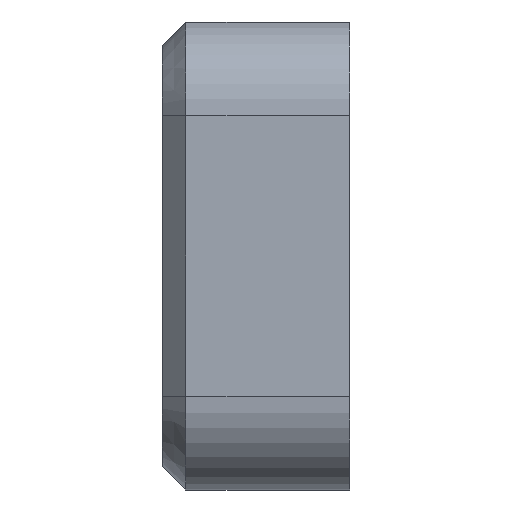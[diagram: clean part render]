
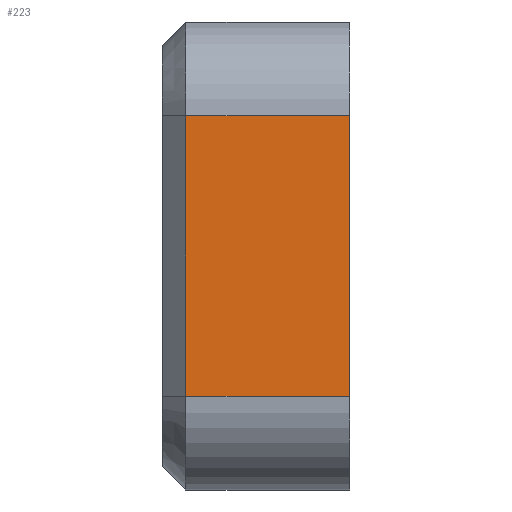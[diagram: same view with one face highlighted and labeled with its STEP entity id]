
A CAD part, left-side view. The second image highlights one B-rep face of the part: STEP entity #223.
In plain terms, the highlighted planar face has unit normal (-1, 0, 0).
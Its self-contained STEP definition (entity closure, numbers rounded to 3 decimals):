
#15 = VERTEX_POINT ( 'NONE', #566 ) ;
#38 = EDGE_CURVE ( 'NONE', #787, #595, #929, .T. ) ;
#41 = ORIENTED_EDGE ( 'NONE', *, *, #828, .T. ) ;
#48 = DIRECTION ( 'NONE',  ( 0., -1., 0. ) ) ;
#50 = AXIS2_PLACEMENT_3D ( 'NONE', #384, #88, #299 ) ;
#75 = LINE ( 'NONE', #155, #834 ) ;
#88 = DIRECTION ( 'NONE',  ( 1., 0., 0. ) ) ;
#110 = CARTESIAN_POINT ( 'NONE',  ( -37.5, 3.5, 3. ) ) ;
#138 = EDGE_CURVE ( 'NONE', #15, #854, #621, .T. ) ;
#151 = EDGE_LOOP ( 'NONE', ( #251, #41, #482, #599 ) ) ;
#155 = CARTESIAN_POINT ( 'NONE',  ( -37.5, 0., -5. ) ) ;
#170 = VECTOR ( 'NONE', #922, 1000. ) ;
#179 = CARTESIAN_POINT ( 'NONE',  ( -37.5, 3.5, -3. ) ) ;
#223 = ADVANCED_FACE ( 'NONE', ( #309 ), #676, .F. ) ;
#251 = ORIENTED_EDGE ( 'NONE', *, *, #138, .T. ) ;
#258 = DIRECTION ( 'NONE',  ( 0., 1., 0. ) ) ;
#279 = VECTOR ( 'NONE', #258, 1000. ) ;
#298 = DIRECTION ( 'NONE',  ( 0., 0., 1. ) ) ;
#299 = DIRECTION ( 'NONE',  ( 0., 0., -1. ) ) ;
#309 = FACE_OUTER_BOUND ( 'NONE', #151, .T. ) ;
#384 = CARTESIAN_POINT ( 'NONE',  ( -37.5, 4., -5. ) ) ;
#482 = ORIENTED_EDGE ( 'NONE', *, *, #38, .T. ) ;
#566 = CARTESIAN_POINT ( 'NONE',  ( -37.5, 0., 3. ) ) ;
#585 = CARTESIAN_POINT ( 'NONE',  ( -37.5, 0., -3. ) ) ;
#592 = EDGE_CURVE ( 'NONE', #595, #15, #75, .T. ) ;
#595 = VERTEX_POINT ( 'NONE', #585 ) ;
#599 = ORIENTED_EDGE ( 'NONE', *, *, #592, .T. ) ;
#614 = CARTESIAN_POINT ( 'NONE',  ( -37.5, 3.5, -3. ) ) ;
#621 = LINE ( 'NONE', #913, #279 ) ;
#676 = PLANE ( 'NONE',  #50 ) ;
#696 = LINE ( 'NONE', #179, #170 ) ;
#787 = VERTEX_POINT ( 'NONE', #614 ) ;
#828 = EDGE_CURVE ( 'NONE', #854, #787, #696, .T. ) ;
#834 = VECTOR ( 'NONE', #298, 1000. ) ;
#841 = CARTESIAN_POINT ( 'NONE',  ( -37.5, 4., -3. ) ) ;
#854 = VERTEX_POINT ( 'NONE', #110 ) ;
#880 = VECTOR ( 'NONE', #48, 1000. ) ;
#913 = CARTESIAN_POINT ( 'NONE',  ( -37.5, 4., 3. ) ) ;
#922 = DIRECTION ( 'NONE',  ( 0., 0., -1. ) ) ;
#929 = LINE ( 'NONE', #841, #880 ) ;
